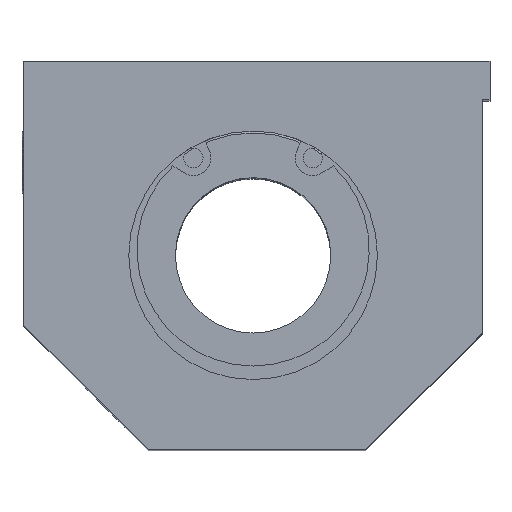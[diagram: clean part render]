
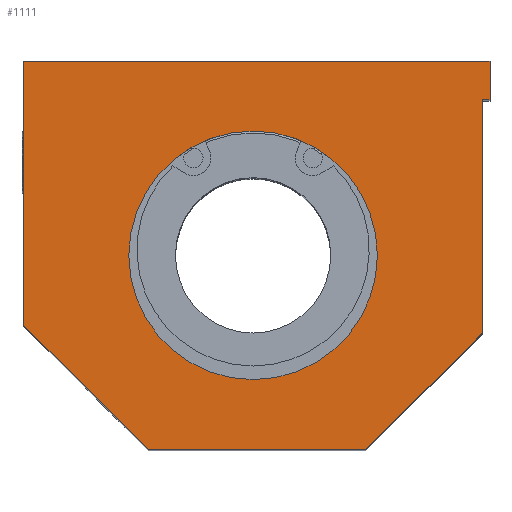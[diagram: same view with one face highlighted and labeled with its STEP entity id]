
A CAD part, top view. The second image highlights one B-rep face of the part: STEP entity #1111.
In plain terms, the highlighted planar face has unit normal (0, 0, 1).
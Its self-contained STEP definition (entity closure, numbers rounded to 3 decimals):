
#63=FACE_BOUND('',#431,.T.);
#100=PLANE('',#1305);
#119=LINE('',#1790,#199);
#123=LINE('',#1798,#203);
#125=LINE('',#1802,#205);
#156=LINE('',#1950,#236);
#163=LINE('',#1963,#243);
#165=LINE('',#1966,#245);
#166=LINE('',#1969,#246);
#168=LINE('',#1972,#248);
#199=VECTOR('',#1437,10.);
#203=VECTOR('',#1443,10.);
#205=VECTOR('',#1447,10.);
#236=VECTOR('',#1558,10.);
#243=VECTOR('',#1571,10.);
#245=VECTOR('',#1575,10.);
#246=VECTOR('',#1578,10.);
#248=VECTOR('',#1582,10.);
#344=FACE_OUTER_BOUND('',#430,.T.);
#430=EDGE_LOOP('',(#948,#949,#950,#951,#952,#953,#954,#955));
#431=EDGE_LOOP('',(#956));
#486=CIRCLE('',#1265,16.);
#546=VERTEX_POINT('',#1787);
#547=VERTEX_POINT('',#1789);
#549=VERTEX_POINT('',#1795);
#551=VERTEX_POINT('',#1801);
#561=VERTEX_POINT('',#1868);
#585=VERTEX_POINT('',#1947);
#586=VERTEX_POINT('',#1949);
#589=VERTEX_POINT('',#1962);
#590=VERTEX_POINT('',#1968);
#649=EDGE_CURVE('',#547,#546,#119,.T.);
#653=EDGE_CURVE('',#546,#549,#123,.T.);
#655=EDGE_CURVE('',#547,#551,#125,.T.);
#668=EDGE_CURVE('',#561,#561,#486,.T.);
#706=EDGE_CURVE('',#585,#586,#156,.T.);
#713=EDGE_CURVE('',#551,#589,#163,.T.);
#715=EDGE_CURVE('',#589,#585,#165,.T.);
#716=EDGE_CURVE('',#586,#590,#166,.T.);
#718=EDGE_CURVE('',#590,#549,#168,.T.);
#948=ORIENTED_EDGE('',*,*,#718,.F.);
#949=ORIENTED_EDGE('',*,*,#716,.F.);
#950=ORIENTED_EDGE('',*,*,#706,.F.);
#951=ORIENTED_EDGE('',*,*,#715,.F.);
#952=ORIENTED_EDGE('',*,*,#713,.F.);
#953=ORIENTED_EDGE('',*,*,#655,.F.);
#954=ORIENTED_EDGE('',*,*,#649,.T.);
#955=ORIENTED_EDGE('',*,*,#653,.T.);
#956=ORIENTED_EDGE('',*,*,#668,.T.);
#1111=ADVANCED_FACE('',(#344,#63),#100,.T.);
#1265=AXIS2_PLACEMENT_3D('',#1869,#1468,#1469);
#1305=AXIS2_PLACEMENT_3D('',#1973,#1583,#1584);
#1437=DIRECTION('',(1.,0.,0.));
#1443=DIRECTION('',(0.,1.,0.));
#1447=DIRECTION('',(0.,-1.,0.));
#1468=DIRECTION('center_axis',(0.,0.,-1.));
#1469=DIRECTION('ref_axis',(1.,0.,0.));
#1558=DIRECTION('',(-0.707,0.707,0.));
#1571=DIRECTION('',(-0.707,-0.707,0.));
#1575=DIRECTION('',(-1.,0.,0.));
#1578=DIRECTION('',(0.,1.,0.));
#1582=DIRECTION('',(1.,0.,0.));
#1583=DIRECTION('center_axis',(0.,0.,1.));
#1584=DIRECTION('ref_axis',(1.,0.,0.));
#1787=CARTESIAN_POINT('',(30.5,20.,52.));
#1789=CARTESIAN_POINT('',(29.5,20.,52.));
#1790=CARTESIAN_POINT('',(29.5,20.,52.));
#1795=CARTESIAN_POINT('',(30.5,25.,52.));
#1798=CARTESIAN_POINT('',(30.5,25.,52.));
#1801=CARTESIAN_POINT('',(29.5,-10.,52.));
#1802=CARTESIAN_POINT('',(29.5,25.,52.));
#1868=CARTESIAN_POINT('',(-16.,0.,52.));
#1869=CARTESIAN_POINT('Origin',(0.,0.,52.));
#1947=CARTESIAN_POINT('',(-13.5,-25.,52.));
#1949=CARTESIAN_POINT('',(-29.5,-9.,52.));
#1950=CARTESIAN_POINT('',(-13.5,-25.,52.));
#1962=CARTESIAN_POINT('',(14.5,-25.,52.));
#1963=CARTESIAN_POINT('',(29.5,-10.,52.));
#1966=CARTESIAN_POINT('',(14.5,-25.,52.));
#1968=CARTESIAN_POINT('',(-29.5,25.,52.));
#1969=CARTESIAN_POINT('',(-29.5,-9.,52.));
#1972=CARTESIAN_POINT('',(29.5,25.,52.));
#1973=CARTESIAN_POINT('Origin',(0.119,2.77,52.));
